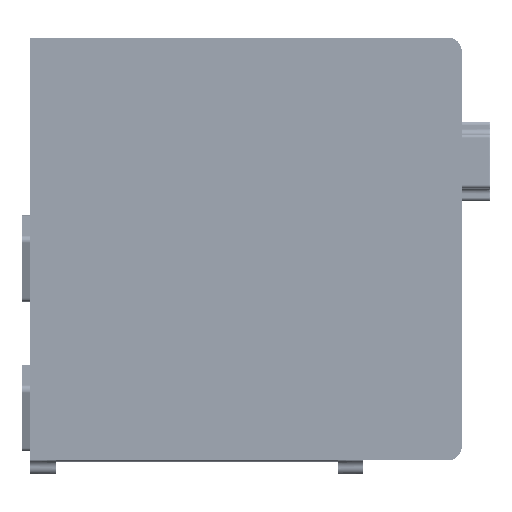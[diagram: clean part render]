
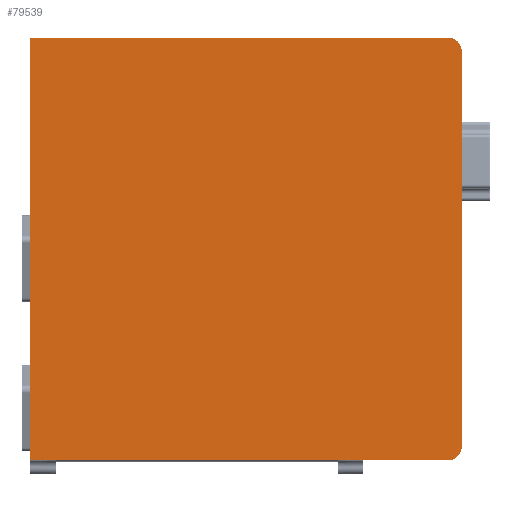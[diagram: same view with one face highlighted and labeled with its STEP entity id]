
A CAD part, front view. The second image highlights one B-rep face of the part: STEP entity #79539.
In plain terms, the highlighted free-form (B-spline) face has degree [1, 1] with [2, 2] control points.
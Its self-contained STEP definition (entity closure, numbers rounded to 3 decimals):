
#79425 = VERTEX_POINT('',#79426);
#79426 = CARTESIAN_POINT('',(0.,-25.104,-418.393));
#79431 = EDGE_CURVE('',#79432,#79425,#79434,.T.);
#79432 = VERTEX_POINT('',#79433);
#79433 = CARTESIAN_POINT('',(0.,-25.104,0.));
#79434 = B_SPLINE_CURVE_WITH_KNOTS('',1,(#79435,#79436),.UNSPECIFIED.,
  .F.,.F.,(2,2),(0.,300.),.PIECEWISE_BEZIER_KNOTS.);
#79435 = CARTESIAN_POINT('',(0.,-25.104,0.));
#79436 = CARTESIAN_POINT('',(0.,-25.104,-418.393));
#79459 = VERTEX_POINT('',#79460);
#79460 = CARTESIAN_POINT('',(412.815,-25.104,
    -418.393));
#79465 = EDGE_CURVE('',#79425,#79459,#79466,.T.);
#79466 = B_SPLINE_CURVE_WITH_KNOTS('',1,(#79467,#79468),.UNSPECIFIED.,
  .F.,.F.,(2,2),(-236.,60.),.PIECEWISE_BEZIER_KNOTS.);
#79467 = CARTESIAN_POINT('',(0.,-25.104,-418.393));
#79468 = CARTESIAN_POINT('',(412.815,-25.104,
    -418.393));
#79479 = EDGE_CURVE('',#79480,#79482,#79484,.T.);
#79480 = VERTEX_POINT('',#79481);
#79481 = CARTESIAN_POINT('',(426.761,-25.104,
    -13.946));
#79482 = VERTEX_POINT('',#79483);
#79483 = CARTESIAN_POINT('',(426.761,-25.104,
    -404.447));
#79484 = B_SPLINE_CURVE_WITH_KNOTS('',1,(#79485,#79486),.UNSPECIFIED.,
  .F.,.F.,(2,2),(10.,290.),.PIECEWISE_BEZIER_KNOTS.);
#79485 = CARTESIAN_POINT('',(426.761,-25.104,
    -13.946));
#79486 = CARTESIAN_POINT('',(426.761,-25.104,
    -404.447));
#79515 = EDGE_CURVE('',#79432,#79516,#79518,.T.);
#79516 = VERTEX_POINT('',#79517);
#79517 = CARTESIAN_POINT('',(412.815,-25.104,
    0.));
#79518 = B_SPLINE_CURVE_WITH_KNOTS('',1,(#79519,#79520),.UNSPECIFIED.,
  .F.,.F.,(2,2),(-236.,60.),.PIECEWISE_BEZIER_KNOTS.);
#79519 = CARTESIAN_POINT('',(0.,-25.104,0.));
#79520 = CARTESIAN_POINT('',(412.815,-25.104,
    0.));
#79539 = ADVANCED_FACE('',(#79540),#79558,.T.);
#79540 = FACE_BOUND('',#79541,.T.);
#79541 = EDGE_LOOP('',(#79542,#79543,#79549,#79550,#79556,#79557));
#79542 = ORIENTED_EDGE('',*,*,#79465,.T.);
#79543 = ORIENTED_EDGE('',*,*,#79544,.T.);
#79544 = EDGE_CURVE('',#79459,#79482,#79545,.T.);
#79545 = ( BOUNDED_CURVE() B_SPLINE_CURVE(2,(#79546,#79547,#79548),
.UNSPECIFIED.,.F.,.F.) B_SPLINE_CURVE_WITH_KNOTS((3,3),(3.142,
4.712),.PIECEWISE_BEZIER_KNOTS.) CURVE() 
GEOMETRIC_REPRESENTATION_ITEM() RATIONAL_B_SPLINE_CURVE((1.,
0.707,1.)) REPRESENTATION_ITEM('') );
#79546 = CARTESIAN_POINT('',(412.815,-25.104,
    -418.393));
#79547 = CARTESIAN_POINT('',(426.761,-25.104,
    -418.393));
#79548 = CARTESIAN_POINT('',(426.761,-25.104,
    -404.447));
#79549 = ORIENTED_EDGE('',*,*,#79479,.F.);
#79550 = ORIENTED_EDGE('',*,*,#79551,.T.);
#79551 = EDGE_CURVE('',#79480,#79516,#79552,.T.);
#79552 = ( BOUNDED_CURVE() B_SPLINE_CURVE(2,(#79553,#79554,#79555),
.UNSPECIFIED.,.F.,.F.) B_SPLINE_CURVE_WITH_KNOTS((3,3),(4.712,
6.283),.PIECEWISE_BEZIER_KNOTS.) CURVE() 
GEOMETRIC_REPRESENTATION_ITEM() RATIONAL_B_SPLINE_CURVE((1.,
0.707,1.)) REPRESENTATION_ITEM('') );
#79553 = CARTESIAN_POINT('',(426.761,-25.104,
    -13.946));
#79554 = CARTESIAN_POINT('',(426.761,-25.104,
    0.));
#79555 = CARTESIAN_POINT('',(412.815,-25.104,
    0.));
#79556 = ORIENTED_EDGE('',*,*,#79515,.F.);
#79557 = ORIENTED_EDGE('',*,*,#79431,.T.);
#79558 = B_SPLINE_SURFACE_WITH_KNOTS('',1,1,(
    (#79559,#79560)
    ,(#79561,#79562
    )),.UNSPECIFIED.,.F.,.F.,.F.,(2,2),(2,2),(-300.,0.),
  (-70.,236.),.PIECEWISE_BEZIER_KNOTS.);
#79559 = CARTESIAN_POINT('',(426.761,-25.104,
    -418.393));
#79560 = CARTESIAN_POINT('',(0.,-25.104,-418.393));
#79561 = CARTESIAN_POINT('',(426.761,-25.104,
    0.));
#79562 = CARTESIAN_POINT('',(0.,-25.104,0.));
